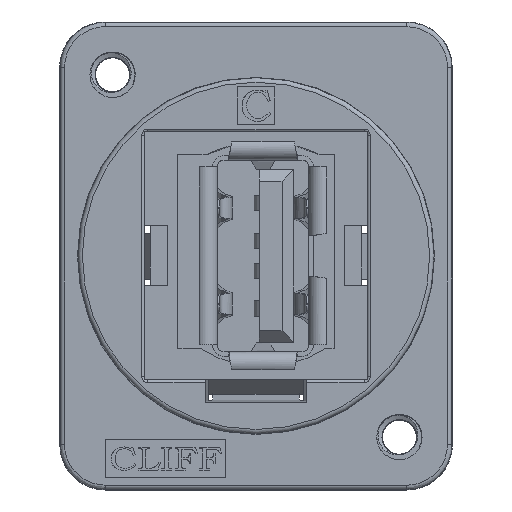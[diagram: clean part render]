
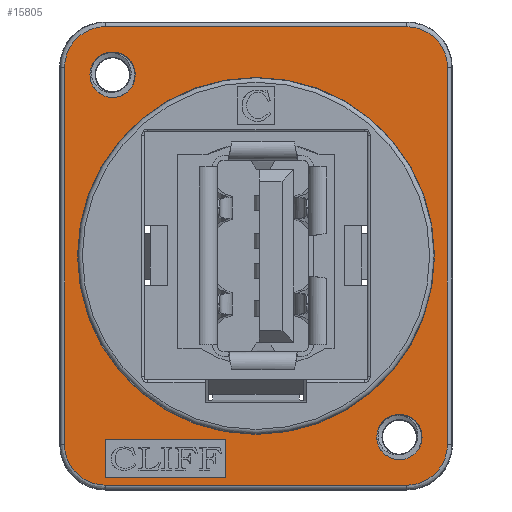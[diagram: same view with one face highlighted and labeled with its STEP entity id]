
A CAD part, top view. The second image highlights one B-rep face of the part: STEP entity #15805.
In plain terms, the highlighted planar face has unit normal (0, 0, 1).
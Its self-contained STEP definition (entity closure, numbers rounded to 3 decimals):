
#266=ELLIPSE('',#16772,2.7,2.7);
#267=ELLIPSE('',#16773,2.7,2.7);
#268=ELLIPSE('',#16774,2.7,2.7);
#269=ELLIPSE('',#16775,2.7,2.7);
#649=FACE_BOUND('',#2680,.T.);
#650=FACE_BOUND('',#2681,.T.);
#651=FACE_BOUND('',#2682,.T.);
#652=FACE_BOUND('',#2683,.T.);
#1097=PLANE('',#16771);
#1843=FACE_OUTER_BOUND('',#2679,.T.);
#2679=EDGE_LOOP('',(#13845,#13846,#13847,#13848,#13849,#13850,#13851,#13852));
#2680=EDGE_LOOP('',(#13853));
#2681=EDGE_LOOP('',(#13854));
#2682=EDGE_LOOP('',(#13855,#13856,#13857,#13858));
#2683=EDGE_LOOP('',(#13859));
#4225=LINE('',#44096,#5765);
#4229=LINE('',#44104,#5769);
#4232=LINE('',#44110,#5772);
#4235=LINE('',#44115,#5775);
#4254=LINE('',#44181,#5794);
#4255=LINE('',#44185,#5795);
#4256=LINE('',#44189,#5796);
#4257=LINE('',#44192,#5797);
#5765=VECTOR('',#20043,2.5);
#5769=VECTOR('',#20049,8.);
#5772=VECTOR('',#20054,2.5);
#5775=VECTOR('',#20059,8.);
#5794=VECTOR('',#20122,24.965);
#5795=VECTOR('',#20125,19.965);
#5796=VECTOR('',#20128,24.965);
#5797=VECTOR('',#20131,19.965);
#5824=CIRCLE('',#15888,1.5);
#5826=CIRCLE('',#15891,1.5);
#6051=CIRCLE('',#16594,11.823);
#6096=VERTEX_POINT('',#20279);
#6098=VERTEX_POINT('',#20285);
#7137=VERTEX_POINT('',#42143);
#7427=VERTEX_POINT('',#44094);
#7428=VERTEX_POINT('',#44095);
#7431=VERTEX_POINT('',#44103);
#7433=VERTEX_POINT('',#44109);
#7444=VERTEX_POINT('',#44177);
#7445=VERTEX_POINT('',#44178);
#7446=VERTEX_POINT('',#44180);
#7447=VERTEX_POINT('',#44182);
#7448=VERTEX_POINT('',#44184);
#7449=VERTEX_POINT('',#44186);
#7450=VERTEX_POINT('',#44188);
#7451=VERTEX_POINT('',#44190);
#7514=EDGE_CURVE('',#6096,#6096,#5824,.T.);
#7517=EDGE_CURVE('',#6098,#6098,#5826,.T.);
#9115=EDGE_CURVE('',#7137,#7137,#6051,.T.);
#9572=EDGE_CURVE('',#7427,#7428,#4225,.T.);
#9576=EDGE_CURVE('',#7431,#7427,#4229,.T.);
#9579=EDGE_CURVE('',#7433,#7431,#4232,.T.);
#9582=EDGE_CURVE('',#7428,#7433,#4235,.T.);
#9608=EDGE_CURVE('',#7444,#7445,#266,.T.);
#9609=EDGE_CURVE('',#7446,#7444,#4254,.T.);
#9610=EDGE_CURVE('',#7447,#7446,#267,.T.);
#9611=EDGE_CURVE('',#7448,#7447,#4255,.T.);
#9612=EDGE_CURVE('',#7449,#7448,#268,.T.);
#9613=EDGE_CURVE('',#7450,#7449,#4256,.T.);
#9614=EDGE_CURVE('',#7451,#7450,#269,.T.);
#9615=EDGE_CURVE('',#7445,#7451,#4257,.T.);
#13845=ORIENTED_EDGE('',*,*,#9608,.F.);
#13846=ORIENTED_EDGE('',*,*,#9609,.F.);
#13847=ORIENTED_EDGE('',*,*,#9610,.F.);
#13848=ORIENTED_EDGE('',*,*,#9611,.F.);
#13849=ORIENTED_EDGE('',*,*,#9612,.F.);
#13850=ORIENTED_EDGE('',*,*,#9613,.F.);
#13851=ORIENTED_EDGE('',*,*,#9614,.F.);
#13852=ORIENTED_EDGE('',*,*,#9615,.F.);
#13853=ORIENTED_EDGE('',*,*,#7514,.T.);
#13854=ORIENTED_EDGE('',*,*,#7517,.T.);
#13855=ORIENTED_EDGE('',*,*,#9572,.T.);
#13856=ORIENTED_EDGE('',*,*,#9582,.T.);
#13857=ORIENTED_EDGE('',*,*,#9579,.T.);
#13858=ORIENTED_EDGE('',*,*,#9576,.T.);
#13859=ORIENTED_EDGE('',*,*,#9115,.T.);
#15805=ADVANCED_FACE('',(#1843,#649,#650,#651,#652),#1097,.T.);
#15888=AXIS2_PLACEMENT_3D('',#20281,#16842,#16843);
#15891=AXIS2_PLACEMENT_3D('',#20287,#16849,#16850);
#16594=AXIS2_PLACEMENT_3D('',#42144,#19414,#19415);
#16771=AXIS2_PLACEMENT_3D('',#44176,#20118,#20119);
#16772=AXIS2_PLACEMENT_3D('',#44179,#20120,#20121);
#16773=AXIS2_PLACEMENT_3D('',#44183,#20123,#20124);
#16774=AXIS2_PLACEMENT_3D('',#44187,#20126,#20127);
#16775=AXIS2_PLACEMENT_3D('',#44191,#20129,#20130);
#16842=DIRECTION('center_axis',(0.,0.,
-1.));
#16843=DIRECTION('ref_axis',(-1.,0.,0.));
#16849=DIRECTION('center_axis',(0.,0.,
-1.));
#16850=DIRECTION('ref_axis',(-1.,0.,0.));
#19414=DIRECTION('center_axis',(0.,0.,
-1.));
#19415=DIRECTION('ref_axis',(-1.,0.,0.));
#20043=DIRECTION('',(0.,1.,0.));
#20049=DIRECTION('',(-1.,0.,0.));
#20054=DIRECTION('',(0.,-1.,0.));
#20059=DIRECTION('',(1.,0.,0.));
#20118=DIRECTION('center_axis',(0.,0.,
1.));
#20119=DIRECTION('ref_axis',(1.,0.,0.));
#20120=DIRECTION('center_axis',(0.,0.,
-1.));
#20121=DIRECTION('ref_axis',(-0.707,0.707,0.));
#20122=DIRECTION('',(0.,1.,0.));
#20123=DIRECTION('center_axis',(0.,0.,
-1.));
#20124=DIRECTION('ref_axis',(-0.707,-0.707,0.));
#20125=DIRECTION('',(-1.,0.,0.));
#20126=DIRECTION('center_axis',(0.,0.,
-1.));
#20127=DIRECTION('ref_axis',(0.707,-0.707,0.));
#20128=DIRECTION('',(0.,-1.,0.));
#20129=DIRECTION('center_axis',(0.,0.,
-1.));
#20130=DIRECTION('ref_axis',(0.707,0.707,0.));
#20131=DIRECTION('',(1.,0.,0.));
#20279=CARTESIAN_POINT('',(11.,-12.,0.));
#20281=CARTESIAN_POINT('Origin',(9.5,-12.,0.));
#20285=CARTESIAN_POINT('',(-8.,12.,0.));
#20287=CARTESIAN_POINT('Origin',(-9.5,12.,0.));
#42143=CARTESIAN_POINT('',(11.823,0.,0.));
#42144=CARTESIAN_POINT('Origin',(0.,0.,
0.));
#44094=CARTESIAN_POINT('',(-10.,-14.683,0.));
#44095=CARTESIAN_POINT('',(-10.,-12.183,0.));
#44096=CARTESIAN_POINT('',(-10.,-7.341,0.));
#44103=CARTESIAN_POINT('',(-2.,-14.683,0.));
#44104=CARTESIAN_POINT('',(-1.,-14.683,0.));
#44109=CARTESIAN_POINT('',(-2.,-12.183,0.));
#44110=CARTESIAN_POINT('',(-2.,-6.091,0.));
#44115=CARTESIAN_POINT('',(-5.,-12.183,0.));
#44176=CARTESIAN_POINT('Origin',(0.,0.,
0.));
#44177=CARTESIAN_POINT('',(-12.683,12.483,0.));
#44178=CARTESIAN_POINT('',(-9.983,15.183,0.));
#44179=CARTESIAN_POINT('Origin',(-9.982,12.482,0.));
#44180=CARTESIAN_POINT('',(-12.683,-12.483,0.));
#44181=CARTESIAN_POINT('',(-12.683,-7.75,0.));
#44182=CARTESIAN_POINT('',(-9.983,-15.183,0.));
#44183=CARTESIAN_POINT('Origin',(-9.982,-12.482,0.));
#44184=CARTESIAN_POINT('',(9.983,-15.183,0.));
#44185=CARTESIAN_POINT('',(6.5,-15.183,0.));
#44186=CARTESIAN_POINT('',(12.683,-12.483,0.));
#44187=CARTESIAN_POINT('Origin',(9.982,-12.482,0.));
#44188=CARTESIAN_POINT('',(12.683,12.483,0.));
#44189=CARTESIAN_POINT('',(12.683,7.75,0.));
#44190=CARTESIAN_POINT('',(9.983,15.183,0.));
#44191=CARTESIAN_POINT('Origin',(9.982,12.482,0.));
#44192=CARTESIAN_POINT('',(-6.5,15.183,0.));
